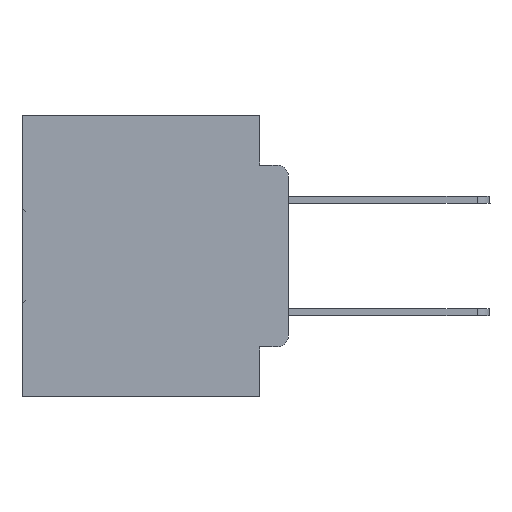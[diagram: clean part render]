
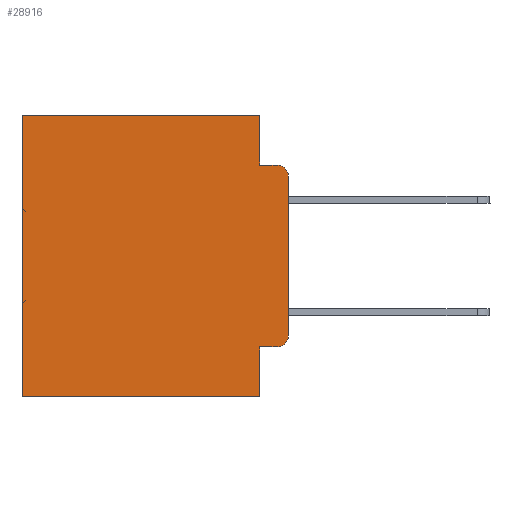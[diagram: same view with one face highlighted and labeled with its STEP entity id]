
A CAD part, left-side view. The second image highlights one B-rep face of the part: STEP entity #28916.
In plain terms, the highlighted planar face has unit normal (-1, 0, 0).
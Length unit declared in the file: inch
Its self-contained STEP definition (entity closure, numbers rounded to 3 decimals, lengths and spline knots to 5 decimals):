
#462 = EDGE_CURVE ( 'NONE', #10997, #24035, #23539, .T. ) ;
#934 = LINE ( 'NONE', #22687, #2793 ) ;
#1597 = ORIENTED_EDGE ( 'NONE', *, *, #28863, .F. ) ;
#1768 = LINE ( 'NONE', #12921, #25522 ) ;
#1847 = CARTESIAN_POINT ( 'NONE',  ( 0.298, 0.051, -0.4115 ) ) ;
#2166 = FACE_OUTER_BOUND ( 'NONE', #22700, .T. ) ;
#2334 = CARTESIAN_POINT ( 'NONE',  ( 0.298, 0., -0.5 ) ) ;
#2354 = VECTOR ( 'NONE', #18512, 39.37008 ) ;
#2515 = DIRECTION ( 'NONE',  ( -1., 0., 0. ) ) ;
#2714 = DIRECTION ( 'NONE',  ( 0., 1., 0. ) ) ;
#2793 = VECTOR ( 'NONE', #19632, 39.37008 ) ;
#2823 = EDGE_CURVE ( 'NONE', #17805, #25042, #29059, .T. ) ;
#4512 = DIRECTION ( 'NONE',  ( 0., 0., -1. ) ) ;
#5533 = EDGE_CURVE ( 'NONE', #30396, #10997, #16370, .T. ) ;
#5860 = CARTESIAN_POINT ( 'NONE',  ( 0.298, 0.473, 0. ) ) ;
#5867 = EDGE_CURVE ( 'NONE', #30396, #27958, #1768, .T. ) ;
#6258 = AXIS2_PLACEMENT_3D ( 'NONE', #33544, #20759, #34601 ) ;
#7180 = CARTESIAN_POINT ( 'NONE',  ( 0.298, 0., -0.3915 ) ) ;
#7392 = DIRECTION ( 'NONE',  ( 1., 0., 0. ) ) ;
#7728 = ORIENTED_EDGE ( 'NONE', *, *, #11237, .T. ) ;
#8800 = ORIENTED_EDGE ( 'NONE', *, *, #29406, .F. ) ;
#9086 = VERTEX_POINT ( 'NONE', #21386 ) ;
#9676 = DIRECTION ( 'NONE',  ( 0., -1., 0. ) ) ;
#9855 = CARTESIAN_POINT ( 'NONE',  ( 0.298, 0.051, -0.0885 ) ) ;
#10035 = LINE ( 'NONE', #9855, #17162 ) ;
#10997 = VERTEX_POINT ( 'NONE', #5860 ) ;
#11237 = EDGE_CURVE ( 'NONE', #22453, #26387, #22316, .T. ) ;
#11772 = EDGE_CURVE ( 'NONE', #18724, #17805, #20544, .T. ) ;
#11773 = CARTESIAN_POINT ( 'NONE',  ( 0.298, 0.051, -0.4115 ) ) ;
#12596 = PLANE ( 'NONE',  #30351 ) ;
#12761 = CARTESIAN_POINT ( 'NONE',  ( 0.298, 0.473, 0. ) ) ;
#12921 = CARTESIAN_POINT ( 'NONE',  ( 0.298, 0.051, 0. ) ) ;
#13843 = CARTESIAN_POINT ( 'NONE',  ( 0.298, 0., 0. ) ) ;
#14366 = CARTESIAN_POINT ( 'NONE',  ( 0.298, 0.02, -0.4115 ) ) ;
#14740 = ORIENTED_EDGE ( 'NONE', *, *, #20716, .F. ) ;
#15290 = AXIS2_PLACEMENT_3D ( 'NONE', #24783, #2515, #33241 ) ;
#16370 = LINE ( 'NONE', #13843, #28918 ) ;
#17162 = VECTOR ( 'NONE', #9676, 39.37008 ) ;
#17736 = VECTOR ( 'NONE', #31685, 39.37008 ) ;
#17805 = VERTEX_POINT ( 'NONE', #14366 ) ;
#18252 = CARTESIAN_POINT ( 'NONE',  ( 0.298, 0., -0.1085 ) ) ;
#18353 = CARTESIAN_POINT ( 'NONE',  ( 0.298, 0.051, 0. ) ) ;
#18512 = DIRECTION ( 'NONE',  ( 0., 1., 0. ) ) ;
#18724 = VERTEX_POINT ( 'NONE', #11773 ) ;
#19632 = DIRECTION ( 'NONE',  ( 0., 0., -1. ) ) ;
#19728 = DIRECTION ( 'NONE',  ( 0., 0., -1. ) ) ;
#20420 = CARTESIAN_POINT ( 'NONE',  ( 0.298, 0.051, -0.0885 ) ) ;
#20544 = LINE ( 'NONE', #1847, #17736 ) ;
#20716 = EDGE_CURVE ( 'NONE', #22453, #25042, #30335, .T. ) ;
#20759 = DIRECTION ( 'NONE',  ( -1., 0., 0. ) ) ;
#21167 = CARTESIAN_POINT ( 'NONE',  ( 0.298, 0.02, -0.0885 ) ) ;
#21210 = ORIENTED_EDGE ( 'NONE', *, *, #5533, .T. ) ;
#21386 = CARTESIAN_POINT ( 'NONE',  ( 0.298, 0.051, -0.5 ) ) ;
#21892 = CARTESIAN_POINT ( 'NONE',  ( 0.298, 0.473, -0.5 ) ) ;
#22316 = CIRCLE ( 'NONE', #6258, 0.02 ) ;
#22453 = VERTEX_POINT ( 'NONE', #18252 ) ;
#22594 = ORIENTED_EDGE ( 'NONE', *, *, #2823, .T. ) ;
#22687 = CARTESIAN_POINT ( 'NONE',  ( 0.298, 0.051, 0. ) ) ;
#22700 = EDGE_LOOP ( 'NONE', ( #14740, #7728, #8800, #28189, #21210, #27656, #34855, #1597, #26985, #22594 ) ) ;
#23539 = LINE ( 'NONE', #12761, #34478 ) ;
#23732 = CARTESIAN_POINT ( 'NONE',  ( 0.298, 0., 0. ) ) ;
#24035 = VERTEX_POINT ( 'NONE', #21892 ) ;
#24783 = CARTESIAN_POINT ( 'NONE',  ( 0.298, 0.02, -0.3915 ) ) ;
#25042 = VERTEX_POINT ( 'NONE', #7180 ) ;
#25522 = VECTOR ( 'NONE', #26038, 39.37008 ) ;
#25898 = EDGE_CURVE ( 'NONE', #9086, #24035, #26414, .T. ) ;
#26038 = DIRECTION ( 'NONE',  ( 0., 0., -1. ) ) ;
#26387 = VERTEX_POINT ( 'NONE', #21167 ) ;
#26414 = LINE ( 'NONE', #2334, #2354 ) ;
#26985 = ORIENTED_EDGE ( 'NONE', *, *, #11772, .T. ) ;
#27656 = ORIENTED_EDGE ( 'NONE', *, *, #462, .T. ) ;
#27958 = VERTEX_POINT ( 'NONE', #20420 ) ;
#27987 = CARTESIAN_POINT ( 'NONE',  ( 0.298, 0., 0. ) ) ;
#28189 = ORIENTED_EDGE ( 'NONE', *, *, #5867, .F. ) ;
#28584 = DIRECTION ( 'NONE',  ( 0., 0., -1. ) ) ;
#28863 = EDGE_CURVE ( 'NONE', #18724, #9086, #934, .T. ) ;
#28916 = ADVANCED_FACE ( 'NONE', ( #2166 ), #12596, .F. ) ;
#28918 = VECTOR ( 'NONE', #2714, 39.37008 ) ;
#29059 = CIRCLE ( 'NONE', #15290, 0.02 ) ;
#29406 = EDGE_CURVE ( 'NONE', #27958, #26387, #10035, .T. ) ;
#29562 = VECTOR ( 'NONE', #19728, 39.37008 ) ;
#30335 = LINE ( 'NONE', #27987, #29562 ) ;
#30351 = AXIS2_PLACEMENT_3D ( 'NONE', #23732, #7392, #4512 ) ;
#30396 = VERTEX_POINT ( 'NONE', #18353 ) ;
#31685 = DIRECTION ( 'NONE',  ( 0., -1., 0. ) ) ;
#33241 = DIRECTION ( 'NONE',  ( 0., 0., -1. ) ) ;
#33544 = CARTESIAN_POINT ( 'NONE',  ( 0.298, 0.02, -0.1085 ) ) ;
#34478 = VECTOR ( 'NONE', #28584, 39.37008 ) ;
#34601 = DIRECTION ( 'NONE',  ( 0., 0., -1. ) ) ;
#34855 = ORIENTED_EDGE ( 'NONE', *, *, #25898, .F. ) ;
